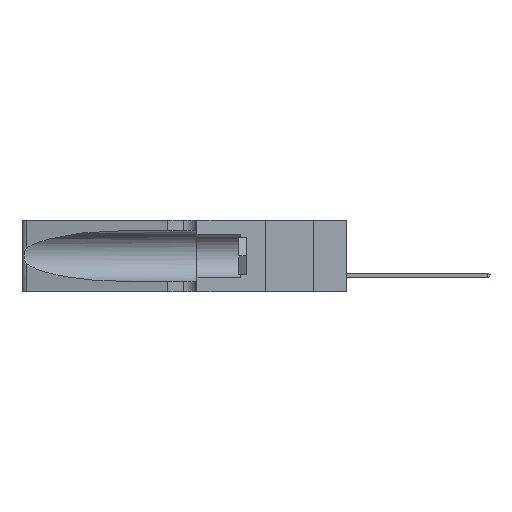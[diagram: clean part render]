
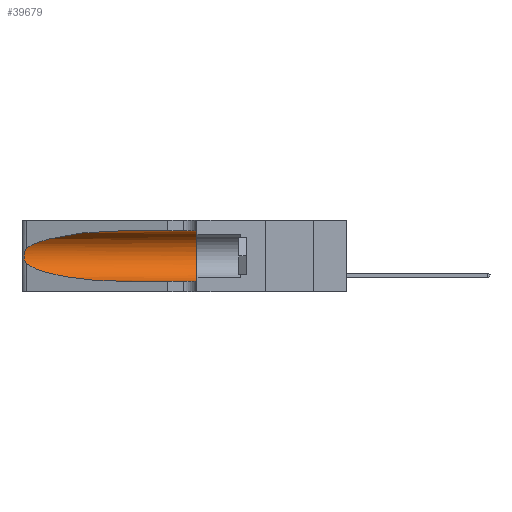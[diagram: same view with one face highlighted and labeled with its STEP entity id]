
A CAD part, left-side view. The second image highlights one B-rep face of the part: STEP entity #39679.
In plain terms, the highlighted cylindrical face has radius 3.308 mm (diameter 6.617 mm), a partial arc.
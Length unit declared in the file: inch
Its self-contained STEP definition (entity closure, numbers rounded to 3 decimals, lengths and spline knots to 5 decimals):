
#315 = ORIENTED_EDGE ( 'NONE', *, *, #7799, .T. ) ;
#575 = ORIENTED_EDGE ( 'NONE', *, *, #32888, .F. ) ;
#1097 = CARTESIAN_POINT ( 'NONE',  ( 0.25487, 1.22718, 0.22369 ) ) ;
#2497 = CARTESIAN_POINT ( 'NONE',  ( 0.25856, 1.23593, 0.16098 ) ) ;
#2677 = DIRECTION ( 'NONE',  ( 0., -1., 0. ) ) ;
#3105 = DIRECTION ( 'NONE',  ( 0., -1., 0. ) ) ;
#5925 = ORIENTED_EDGE ( 'NONE', *, *, #30620, .T. ) ;
#5941 = CARTESIAN_POINT ( 'NONE',  ( 0.26018, 1.23835, 0.19895 ) ) ;
#6093 = CARTESIAN_POINT ( 'NONE',  ( 0.25789, 1.23486, 0.15765 ) ) ;
#6176 = LINE ( 'NONE', #41756, #42866 ) ;
#6235 = CARTESIAN_POINT ( 'NONE',  ( 0.1305, 0.35, 0.185 ) ) ;
#7199 = VERTEX_POINT ( 'NONE', #43056 ) ;
#7799 = EDGE_CURVE ( 'NONE', #31081, #16545, #42478, .T. ) ;
#8023 = CARTESIAN_POINT ( 'NONE',  ( 0.1305, 0.72297, 0.05475 ) ) ;
#9486 = CARTESIAN_POINT ( 'NONE',  ( 0.26075, 1.23896, 0.19203 ) ) ;
#10212 = CARTESIAN_POINT ( 'NONE',  ( 0.2373, 1.15595, 0.28018 ) ) ;
#10631 = VERTEX_POINT ( 'NONE', #17268 ) ;
#11046 = VERTEX_POINT ( 'NONE', #8023 ) ;
#11799 = EDGE_CURVE ( 'NONE', #16545, #11046, #43013, .T. ) ;
#13638 = CARTESIAN_POINT ( 'NONE',  ( 0.1305, 0.72297, 0.31525 ) ) ;
#14538 = CARTESIAN_POINT ( 'NONE',  ( 0.18966, 0.96281, 0.05475 ) ) ;
#14797 = AXIS2_PLACEMENT_3D ( 'NONE', #35448, #20798, #21113 ) ;
#16540 = VERTEX_POINT ( 'NONE', #30390 ) ;
#16545 = VERTEX_POINT ( 'NONE', #42758 ) ;
#16694 = EDGE_CURVE ( 'NONE', #16540, #31081, #26520, .T. ) ;
#16808 = DIRECTION ( 'NONE',  ( 0., 0., 1. ) ) ;
#17268 = CARTESIAN_POINT ( 'NONE',  ( 0.1305, 0.35, 0.05475 ) ) ;
#18130 = CARTESIAN_POINT ( 'NONE',  ( 0.1305, 0.72297, 0.05475 ) ) ;
#19477 = CARTESIAN_POINT ( 'NONE',  ( 0.25787, 1.23484, 0.2124 ) ) ;
#20253 = DIRECTION ( 'NONE',  ( 0., 1., 0. ) ) ;
#20798 = DIRECTION ( 'NONE',  ( 0., -1., 0. ) ) ;
#21113 = DIRECTION ( 'NONE',  ( 0., 0., -1. ) ) ;
#21118 = EDGE_LOOP ( 'NONE', ( #26895, #315, #29055, #5925, #575, #24603 ) ) ;
#22902 = CARTESIAN_POINT ( 'NONE',  ( 0.25487, 1.22718, 0.22369 ) ) ;
#23215 = CARTESIAN_POINT ( 'NONE',  ( 0.25854, 1.2359, 0.20912 ) ) ;
#24603 = ORIENTED_EDGE ( 'NONE', *, *, #24841, .F. ) ;
#24841 = EDGE_CURVE ( 'NONE', #16540, #7199, #29807, .T. ) ;
#26520 =( BOUNDED_CURVE ( )  B_SPLINE_CURVE ( 3, ( #13638, #31736, #10212, #32034 ),
 .UNSPECIFIED., .F., .F. ) 
 B_SPLINE_CURVE_WITH_KNOTS ( ( 4, 4 ),
 ( 1.5708, 2.84003 ),
 .UNSPECIFIED. ) 
 CURVE ( )  GEOMETRIC_REPRESENTATION_ITEM ( )  RATIONAL_B_SPLINE_CURVE ( ( 1., 0.87, 0.87, 1. ) ) 
 REPRESENTATION_ITEM ( '' )  );
#26895 = ORIENTED_EDGE ( 'NONE', *, *, #16694, .T. ) ;
#28228 = CARTESIAN_POINT ( 'NONE',  ( 0.1305, 1.61858, 0.31525 ) ) ;
#29055 = ORIENTED_EDGE ( 'NONE', *, *, #11799, .T. ) ;
#29404 = FACE_OUTER_BOUND ( 'NONE', #21118, .T. ) ;
#29807 = LINE ( 'NONE', #28228, #32075 ) ;
#30390 = CARTESIAN_POINT ( 'NONE',  ( 0.1305, 0.72297, 0.31525 ) ) ;
#30620 = EDGE_CURVE ( 'NONE', #11046, #10631, #6176, .T. ) ;
#31081 = VERTEX_POINT ( 'NONE', #1097 ) ;
#31736 = CARTESIAN_POINT ( 'NONE',  ( 0.18966, 0.96281, 0.31525 ) ) ;
#31786 = CARTESIAN_POINT ( 'NONE',  ( 0.25555, 1.22993, 0.14849 ) ) ;
#32034 = CARTESIAN_POINT ( 'NONE',  ( 0.25487, 1.22718, 0.22369 ) ) ;
#32075 = VECTOR ( 'NONE', #3105, 39.37008 ) ;
#32207 = CARTESIAN_POINT ( 'NONE',  ( 0.2373, 1.15595, 0.08982 ) ) ;
#32888 = EDGE_CURVE ( 'NONE', #7199, #10631, #34617, .T. ) ;
#33522 = CARTESIAN_POINT ( 'NONE',  ( 0.25555, 1.22994, 0.2215 ) ) ;
#33682 = CARTESIAN_POINT ( 'NONE',  ( 0.25639, 1.23184, 0.21858 ) ) ;
#34483 = CARTESIAN_POINT ( 'NONE',  ( 0.26075, 1.23896, 0.178 ) ) ;
#34617 = CIRCLE ( 'NONE', #41537, 0.13025 ) ;
#34953 = CARTESIAN_POINT ( 'NONE',  ( 0.25487, 1.22718, 0.14631 ) ) ;
#35448 = CARTESIAN_POINT ( 'NONE',  ( 0.1305, 1.61858, 0.185 ) ) ;
#38162 = CARTESIAN_POINT ( 'NONE',  ( 0.25639, 1.23186, 0.15144 ) ) ;
#39679 = ADVANCED_FACE ( 'NONE', ( #29404 ), #43865, .F. ) ;
#41537 = AXIS2_PLACEMENT_3D ( 'NONE', #6235, #20253, #16808 ) ;
#41756 = CARTESIAN_POINT ( 'NONE',  ( 0.1305, 1.61858, 0.05475 ) ) ;
#42478 = B_SPLINE_CURVE_WITH_KNOTS ( 'NONE', 3,
 ( #22902, #33522, #33682, #19477, #23215, #5941, #9486, #34483, #45156, #2497, #6093, #38162, #31786, #34953 ),
 .UNSPECIFIED., .F., .F.,
 ( 4, 2, 2, 2, 2, 2, 4 ),
 ( 0., 0.00027, 0.00053, 0.00107, 0.0016, 0.00187, 0.00214 ),
 .UNSPECIFIED. ) ;
#42758 = CARTESIAN_POINT ( 'NONE',  ( 0.25487, 1.22718, 0.14631 ) ) ;
#42866 = VECTOR ( 'NONE', #2677, 39.37008 ) ;
#43013 =( BOUNDED_CURVE ( )  B_SPLINE_CURVE ( 3, ( #45616, #32207, #14538, #18130 ),
 .UNSPECIFIED., .F., .F. ) 
 B_SPLINE_CURVE_WITH_KNOTS ( ( 4, 4 ),
 ( 3.44316, 4.71239 ),
 .UNSPECIFIED. ) 
 CURVE ( )  GEOMETRIC_REPRESENTATION_ITEM ( )  RATIONAL_B_SPLINE_CURVE ( ( 1., 0.87, 0.87, 1. ) ) 
 REPRESENTATION_ITEM ( '' )  );
#43056 = CARTESIAN_POINT ( 'NONE',  ( 0.1305, 0.35, 0.31525 ) ) ;
#43865 = CYLINDRICAL_SURFACE ( 'NONE', #14797, 0.13025 ) ;
#45156 = CARTESIAN_POINT ( 'NONE',  ( 0.26017, 1.23833, 0.17102 ) ) ;
#45616 = CARTESIAN_POINT ( 'NONE',  ( 0.25487, 1.22718, 0.14631 ) ) ;
